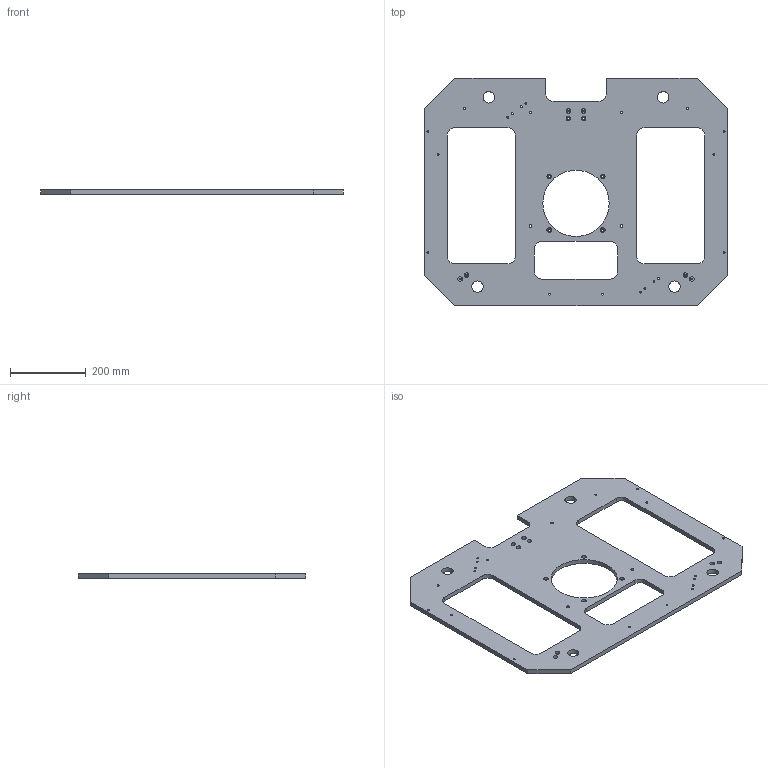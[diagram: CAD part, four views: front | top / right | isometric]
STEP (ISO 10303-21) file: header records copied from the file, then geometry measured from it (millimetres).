
FILE_DESCRIPTION (( 'STEP AP214' ), '1' );
FILE_NAME ('揤裔價啣-5L.STEP', '2025-04-22T08:57:13', ( 'dingchuan' ), ( '' ), 'SwSTEP 2.0', 'SolidWorks 2024', '' );
FILE_SCHEMA (( 'AUTOMOTIVE_DESIGN' ));
Length unit declared in the file: millimetre
Products named in the file (1): 压盖基板-5L
Bounding box: 800 x 600 x 12 mm (x, y, z)
Volume: 3345522.5 mm3; surface area: 644067.4 mm2
Topology: 1 solids, 1 shells, 154 faces, 420 edges, 280 vertices
Faces by surface type: cylinder 116, plane 38
Entity records: 5187 total; most frequent: DIRECTION 962, CARTESIAN_POINT 855, ORIENTED_EDGE 840, EDGE_CURVE 420, AXIS2_PLACEMENT_3D 387, VERTEX_POINT 280, EDGE_LOOP 250, CIRCLE 232
